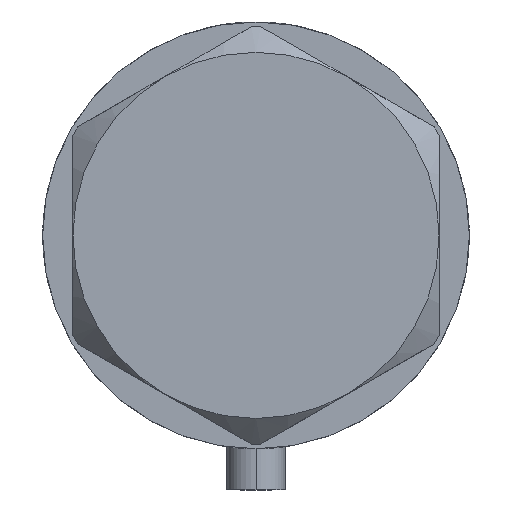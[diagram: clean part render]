
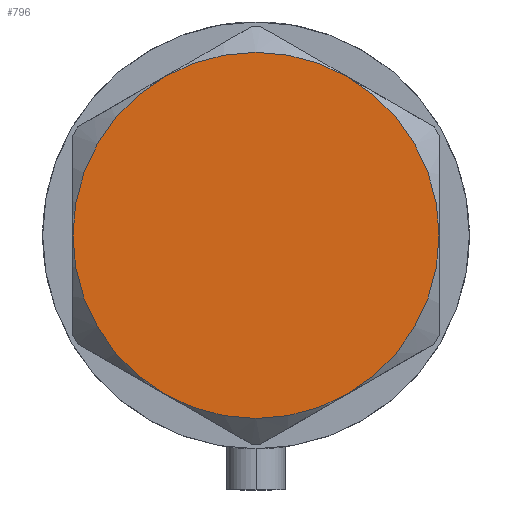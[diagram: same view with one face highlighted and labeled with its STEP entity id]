
A CAD part, left-side view. The second image highlights one B-rep face of the part: STEP entity #796.
In plain terms, the highlighted face is planar.
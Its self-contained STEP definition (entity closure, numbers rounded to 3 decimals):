
#1 = ORIENTED_EDGE ( 'NONE', *, *, #3085, .T. ) ;
#119 = AXIS2_PLACEMENT_3D ( 'NONE', #3650, #2308, #3692 ) ;
#170 = DIRECTION ( 'NONE',  ( 1., 0., 0. ) ) ;
#247 = CARTESIAN_POINT ( 'NONE',  ( -18.875, -32.692, 13. ) ) ;
#381 = VERTEX_POINT ( 'NONE', #3255 ) ;
#462 = ORIENTED_EDGE ( 'NONE', *, *, #2385, .T. ) ;
#475 = CARTESIAN_POINT ( 'NONE',  ( -37.75, 0., 13. ) ) ;
#484 = AXIS2_PLACEMENT_3D ( 'NONE', #4493, #2157, #3872 ) ;
#518 = VERTEX_POINT ( 'NONE', #247 ) ;
#520 = DIRECTION ( 'NONE',  ( 0., 0., 1. ) ) ;
#679 = EDGE_CURVE ( 'NONE', #814, #381, #2259, .T. ) ;
#720 = DIRECTION ( 'NONE',  ( 1., 0., 0. ) ) ;
#756 = ORIENTED_EDGE ( 'NONE', *, *, #679, .T. ) ;
#796 = ADVANCED_FACE ( 'NONE', ( #851 ), #1909, .T. ) ;
#814 = VERTEX_POINT ( 'NONE', #1845 ) ;
#851 = FACE_OUTER_BOUND ( 'NONE', #2105, .T. ) ;
#1016 = AXIS2_PLACEMENT_3D ( 'NONE', #2862, #1471, #4273 ) ;
#1049 = DIRECTION ( 'NONE',  ( 0., 0., 1. ) ) ;
#1099 = CIRCLE ( 'NONE', #1016, 37.75 ) ;
#1175 = AXIS2_PLACEMENT_3D ( 'NONE', #1706, #1049, #720 ) ;
#1233 = CARTESIAN_POINT ( 'NONE',  ( 0., 0., 13. ) ) ;
#1256 = ORIENTED_EDGE ( 'NONE', *, *, #3200, .T. ) ;
#1263 = DIRECTION ( 'NONE',  ( 1., 0., 0. ) ) ;
#1384 = CIRCLE ( 'NONE', #1175, 37.75 ) ;
#1393 = CARTESIAN_POINT ( 'NONE',  ( 0., 0., 13. ) ) ;
#1435 = DIRECTION ( 'NONE',  ( 0., 0., 1. ) ) ;
#1471 = DIRECTION ( 'NONE',  ( 0., 0., 1. ) ) ;
#1621 = EDGE_CURVE ( 'NONE', #3400, #518, #3228, .T. ) ;
#1706 = CARTESIAN_POINT ( 'NONE',  ( 0., 0., 13. ) ) ;
#1845 = CARTESIAN_POINT ( 'NONE',  ( 18.875, -32.692, 13. ) ) ;
#1909 = PLANE ( 'NONE',  #2560 ) ;
#1936 = VERTEX_POINT ( 'NONE', #3344 ) ;
#2010 = CARTESIAN_POINT ( 'NONE',  ( 18.875, 32.692, 13. ) ) ;
#2082 = ORIENTED_EDGE ( 'NONE', *, *, #1621, .T. ) ;
#2105 = EDGE_LOOP ( 'NONE', ( #756, #1, #3402, #462, #2082, #1256 ) ) ;
#2157 = DIRECTION ( 'NONE',  ( 0., 0., 1. ) ) ;
#2259 = CIRCLE ( 'NONE', #3293, 37.75 ) ;
#2308 = DIRECTION ( 'NONE',  ( 0., 0., 1. ) ) ;
#2385 = EDGE_CURVE ( 'NONE', #1936, #3400, #2653, .T. ) ;
#2560 = AXIS2_PLACEMENT_3D ( 'NONE', #1233, #520, #170 ) ;
#2653 = CIRCLE ( 'NONE', #4447, 37.75 ) ;
#2862 = CARTESIAN_POINT ( 'NONE',  ( 0., 0., 13. ) ) ;
#2899 = EDGE_CURVE ( 'NONE', #3485, #1936, #4231, .T. ) ;
#3085 = EDGE_CURVE ( 'NONE', #381, #3485, #1099, .T. ) ;
#3195 = DIRECTION ( 'NONE',  ( 1., 0., 0. ) ) ;
#3200 = EDGE_CURVE ( 'NONE', #518, #814, #1384, .T. ) ;
#3228 = CIRCLE ( 'NONE', #484, 37.75 ) ;
#3255 = CARTESIAN_POINT ( 'NONE',  ( 37.75, 0., 13. ) ) ;
#3293 = AXIS2_PLACEMENT_3D ( 'NONE', #1393, #1435, #3195 ) ;
#3344 = CARTESIAN_POINT ( 'NONE',  ( -18.875, 32.692, 13. ) ) ;
#3400 = VERTEX_POINT ( 'NONE', #475 ) ;
#3402 = ORIENTED_EDGE ( 'NONE', *, *, #2899, .T. ) ;
#3438 = DIRECTION ( 'NONE',  ( 0., 0., 1. ) ) ;
#3485 = VERTEX_POINT ( 'NONE', #2010 ) ;
#3650 = CARTESIAN_POINT ( 'NONE',  ( 0., 0., 13. ) ) ;
#3692 = DIRECTION ( 'NONE',  ( 1., 0., 0. ) ) ;
#3872 = DIRECTION ( 'NONE',  ( 1., 0., 0. ) ) ;
#4231 = CIRCLE ( 'NONE', #119, 37.75 ) ;
#4273 = DIRECTION ( 'NONE',  ( 1., 0., 0. ) ) ;
#4383 = CARTESIAN_POINT ( 'NONE',  ( 0., 0., 13. ) ) ;
#4447 = AXIS2_PLACEMENT_3D ( 'NONE', #4383, #3438, #1263 ) ;
#4493 = CARTESIAN_POINT ( 'NONE',  ( 0., 0., 13. ) ) ;
